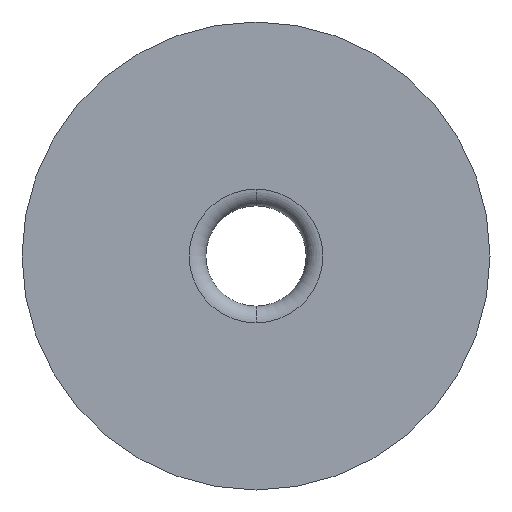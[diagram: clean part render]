
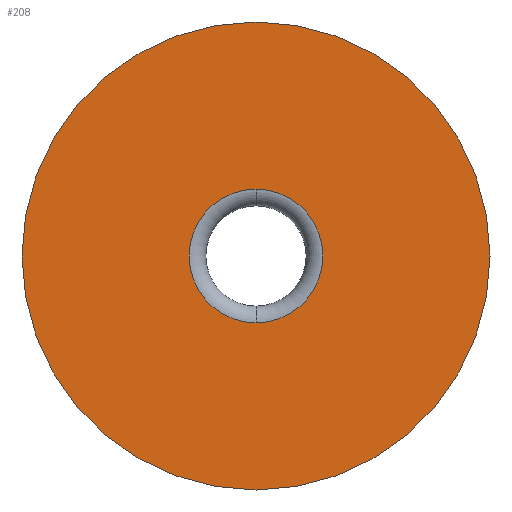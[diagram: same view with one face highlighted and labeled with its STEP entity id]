
A CAD part, front view. The second image highlights one B-rep face of the part: STEP entity #208.
In plain terms, the highlighted planar face has unit normal (0, -1, 0).
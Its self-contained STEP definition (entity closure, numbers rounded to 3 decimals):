
#9 = ORIENTED_EDGE ( 'NONE', *, *, #423, .T. ) ;
#14 = VERTEX_POINT ( 'NONE', #352 ) ;
#25 = DIRECTION ( 'NONE',  ( 0., 1., 0. ) ) ;
#35 = CARTESIAN_POINT ( 'NONE',  ( 0., -13.5, 14. ) ) ;
#56 = ORIENTED_EDGE ( 'NONE', *, *, #148, .T. ) ;
#73 = AXIS2_PLACEMENT_3D ( 'NONE', #117, #317, #527 ) ;
#76 = ORIENTED_EDGE ( 'NONE', *, *, #235, .T. ) ;
#86 = DIRECTION ( 'NONE',  ( 0., 0., 1. ) ) ;
#109 = AXIS2_PLACEMENT_3D ( 'NONE', #421, #574, #672 ) ;
#117 = CARTESIAN_POINT ( 'NONE',  ( 0., -13.5, 0. ) ) ;
#122 = VERTEX_POINT ( 'NONE', #182 ) ;
#148 = EDGE_CURVE ( 'NONE', #122, #481, #188, .T. ) ;
#182 = CARTESIAN_POINT ( 'NONE',  ( 0., -13.5, 4. ) ) ;
#188 = CIRCLE ( 'NONE', #480, 4. ) ;
#195 = CARTESIAN_POINT ( 'NONE',  ( 0., -13.5, -4. ) ) ;
#208 = ADVANCED_FACE ( 'NONE', ( #311, #424 ), #475, .F. ) ;
#214 = DIRECTION ( 'NONE',  ( 0., 0., 1. ) ) ;
#216 = AXIS2_PLACEMENT_3D ( 'NONE', #420, #523, #214 ) ;
#235 = EDGE_CURVE ( 'NONE', #322, #14, #366, .T. ) ;
#294 = EDGE_CURVE ( 'NONE', #14, #322, #488, .T. ) ;
#311 = FACE_BOUND ( 'NONE', #426, .T. ) ;
#317 = DIRECTION ( 'NONE',  ( 0., -1., 0. ) ) ;
#322 = VERTEX_POINT ( 'NONE', #35 ) ;
#339 = CARTESIAN_POINT ( 'NONE',  ( 0., -13.5, 0. ) ) ;
#344 = CARTESIAN_POINT ( 'NONE',  ( 0., -13.5, 0. ) ) ;
#352 = CARTESIAN_POINT ( 'NONE',  ( 0., -13.5, -14. ) ) ;
#366 = CIRCLE ( 'NONE', #109, 14. ) ;
#420 = CARTESIAN_POINT ( 'NONE',  ( -3., -13.5, 0. ) ) ;
#421 = CARTESIAN_POINT ( 'NONE',  ( 0., -13.5, 0. ) ) ;
#423 = EDGE_CURVE ( 'NONE', #481, #122, #627, .T. ) ;
#424 = FACE_OUTER_BOUND ( 'NONE', #576, .T. ) ;
#426 = EDGE_LOOP ( 'NONE', ( #56, #9 ) ) ;
#454 = DIRECTION ( 'NONE',  ( 0., 1., 0. ) ) ;
#467 = ORIENTED_EDGE ( 'NONE', *, *, #294, .T. ) ;
#475 = PLANE ( 'NONE',  #216 ) ;
#480 = AXIS2_PLACEMENT_3D ( 'NONE', #339, #25, #86 ) ;
#481 = VERTEX_POINT ( 'NONE', #195 ) ;
#488 = CIRCLE ( 'NONE', #73, 14. ) ;
#523 = DIRECTION ( 'NONE',  ( 0., 1., 0. ) ) ;
#527 = DIRECTION ( 'NONE',  ( 0., 0., -1. ) ) ;
#574 = DIRECTION ( 'NONE',  ( 0., -1., 0. ) ) ;
#576 = EDGE_LOOP ( 'NONE', ( #467, #76 ) ) ;
#598 = AXIS2_PLACEMENT_3D ( 'NONE', #344, #454, #651 ) ;
#627 = CIRCLE ( 'NONE', #598, 4. ) ;
#651 = DIRECTION ( 'NONE',  ( 0., 0., 1. ) ) ;
#672 = DIRECTION ( 'NONE',  ( 0., 0., -1. ) ) ;
